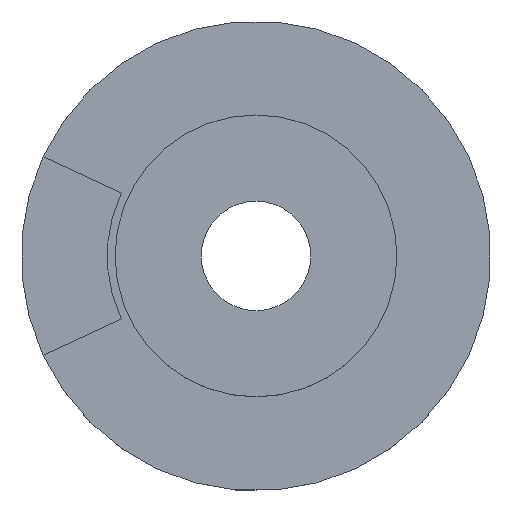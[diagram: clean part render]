
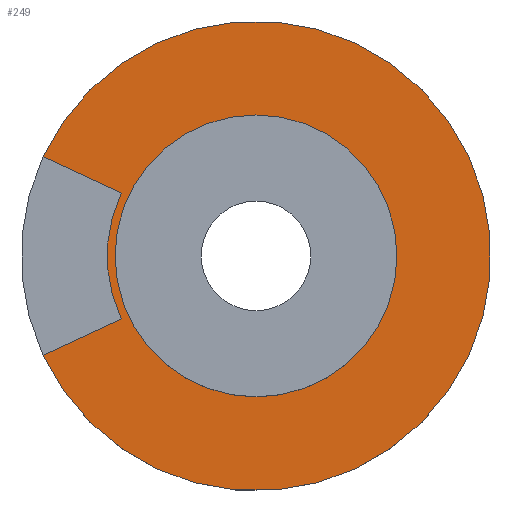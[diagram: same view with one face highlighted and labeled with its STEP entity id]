
A CAD part, top view. The second image highlights one B-rep face of the part: STEP entity #249.
In plain terms, the highlighted planar face has unit normal (0, 0, 1).
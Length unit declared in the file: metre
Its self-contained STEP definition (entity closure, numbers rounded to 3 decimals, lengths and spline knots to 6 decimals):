
#21=PLANE('',#302);
#32=LINE('',#427,#48);
#37=LINE('',#442,#53);
#48=VECTOR('',#351,1.);
#53=VECTOR('',#364,1.);
#103=ORIENTED_EDGE('',*,*,#142,.F.);
#104=ORIENTED_EDGE('',*,*,#130,.F.);
#105=ORIENTED_EDGE('',*,*,#134,.T.);
#106=ORIENTED_EDGE('',*,*,#137,.T.);
#107=ORIENTED_EDGE('',*,*,#140,.T.);
#130=EDGE_CURVE('',#156,#157,#32,.T.);
#134=EDGE_CURVE('',#156,#160,#174,.T.);
#137=EDGE_CURVE('',#160,#162,#37,.T.);
#140=EDGE_CURVE('',#162,#157,#176,.T.);
#142=EDGE_CURVE('',#164,#164,#178,.T.);
#156=VERTEX_POINT('',#428);
#157=VERTEX_POINT('',#429);
#160=VERTEX_POINT('',#437);
#162=VERTEX_POINT('',#443);
#164=VERTEX_POINT('',#453);
#174=CIRCLE('',#295,0.095);
#176=CIRCLE('',#299,0.15);
#178=CIRCLE('',#303,0.09);
#196=EDGE_LOOP('',(#103));
#197=EDGE_LOOP('',(#104,#105,#106,#107));
#220=FACE_BOUND('',#196,.T.);
#221=FACE_BOUND('',#197,.T.);
#249=ADVANCED_FACE('',(#220,#221),#21,.T.);
#295=AXIS2_PLACEMENT_3D('',#436,#357,#358);
#299=AXIS2_PLACEMENT_3D('',#448,#369,#370);
#302=AXIS2_PLACEMENT_3D('',#451,#375,#376);
#303=AXIS2_PLACEMENT_3D('',#452,#377,#378);
#351=DIRECTION('',(-0.906,0.423,0.));
#357=DIRECTION('',(0.,0.,1.));
#358=DIRECTION('',(1.,0.,0.));
#364=DIRECTION('',(-0.906,-0.423,0.));
#369=DIRECTION('',(0.,0.,1.));
#370=DIRECTION('',(1.,0.,0.));
#375=DIRECTION('',(0.,0.,1.));
#376=DIRECTION('',(1.,0.,0.));
#377=DIRECTION('',(0.,0.,1.));
#378=DIRECTION('',(1.,0.,0.));
#427=CARTESIAN_POINT('',(-0.111023,0.051771,0.));
#428=CARTESIAN_POINT('',(-0.086099,0.040149,0.));
#429=CARTESIAN_POINT('',(-0.135946,0.063393,0.));
#436=CARTESIAN_POINT('',(0.,0.,0.));
#437=CARTESIAN_POINT('',(-0.086099,-0.040149,0.));
#442=CARTESIAN_POINT('',(-0.111023,-0.051771,0.));
#443=CARTESIAN_POINT('',(-0.135946,-0.063393,0.));
#448=CARTESIAN_POINT('',(0.,0.,0.));
#451=CARTESIAN_POINT('',(0.,0.,0.));
#452=CARTESIAN_POINT('',(0.,0.,0.));
#453=CARTESIAN_POINT('',(0.09,0.,0.));
